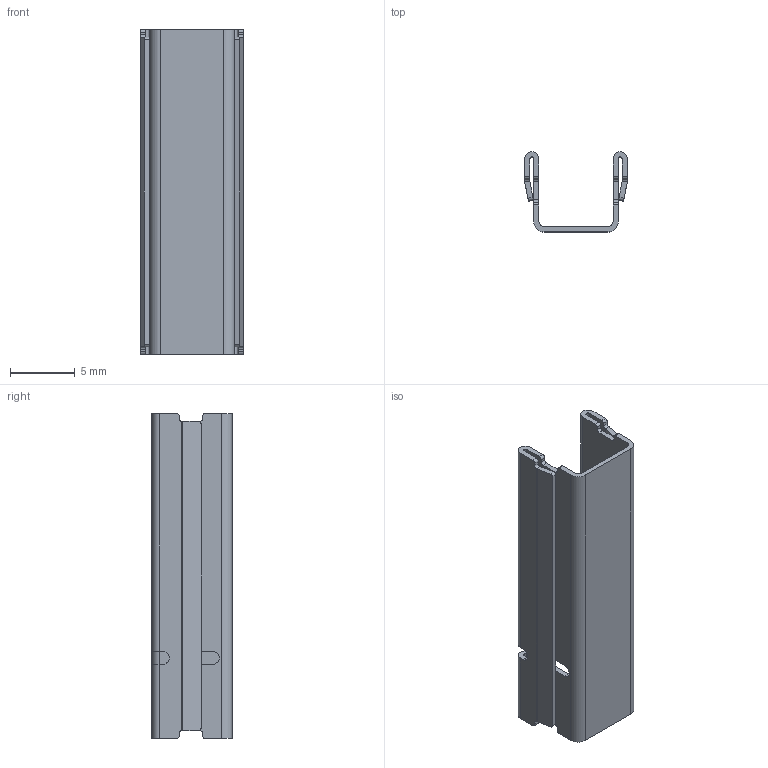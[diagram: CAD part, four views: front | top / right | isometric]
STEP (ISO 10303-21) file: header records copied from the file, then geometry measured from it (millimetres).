
FILE_DESCRIPTION(/* description */ (''),/* implementation_level */ '2;1');
FILE_NAME(/* name */ 'AM98A929.stp',/* time_stamp */ '2016-09-28T09:55:56+02:00',/* author */ ('mitarbeiter'),/* organization */ (''),/* preprocessor_version */ 'ST-DEVELOPER v15.2',/* originating_system */ 'Autodesk Inventor 2014',/* authorisation */ '');
FILE_SCHEMA (('AUTOMOTIVE_DESIGN { 1 0 10303 214 3 1 1 }'));
Length unit declared in the file: millimetre
Products named in the file (1): AM98A929
Bounding box: 7.9 x 6.16 x 25 mm (x, y, z)
Volume: 242.1 mm3; surface area: 1262.6 mm2
Topology: 1 solids, 1 shells, 94 faces, 288 edges, 192 vertices
Faces by surface type: cylinder 48, plane 46
Entity records: 3283 total; most frequent: CARTESIAN_POINT 587, ORIENTED_EDGE 576, DIRECTION 574, EDGE_CURVE 288, AXIS2_PLACEMENT_3D 195, VERTEX_POINT 192, LINE 184, VECTOR 184
